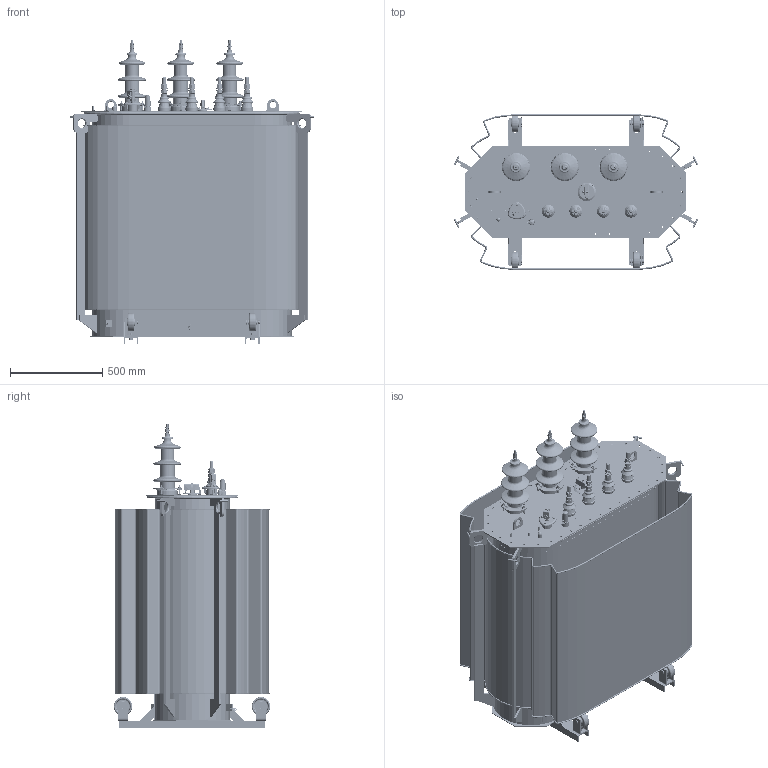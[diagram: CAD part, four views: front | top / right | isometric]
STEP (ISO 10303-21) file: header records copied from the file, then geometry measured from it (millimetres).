
FILE_DESCRIPTION(/* description */ (''),/* implementation_level */ '2;1');
FILE_NAME(/* name */ 'ВИЕЛ.672233.058(тмг12-400-15).stp',/* time_stamp */ '2019-07-29T08:12:29+03:00',/* author */ ('56691'),/* organization */ (''),/* preprocessor_version */ 'ST-DEVELOPER v15.2',/* originating_system */ 'Autodesk Inventor 2014',/* authorisation */ '');
FILE_SCHEMA (('AUTOMOTIVE_DESIGN { 1 0 10303 214 3 1 1 }'));
Products named in the file (1): ВИЕЛ.672233
Bounding box: 1327.37 x 850 x 1653.65 mm (x, y, z)
Volume: 15209930.5 mm3; surface area: 15823728.3 mm2
Topology: 59 solids, 75 shells, 6181 faces, 15510 edges, 9753 vertices
Faces by surface type: plane 2689, cylinder 1441, bspline 1230, torus 423, cone 293, sphere 105
Full cylindrical faces by diameter (mm): 1.6 x3, 1.827 x2, 3.1 x2, 3.96 x1, 4 x11, 4.134 x1, 4.5 x3, 4.917 x2, 4.95 x1, 5 x1, 5.3 x1, 5.92 x3, 5.94 x4, 6 x14, 6.2 x5, 6.4 x3, 6.5 x1, 7.1 x2, 7.5 x1, 7.92 x3, 8 x31, 8.4 x3, 8.746 x13, 9 x8, 10 x27, 10.5 x9, 10.7 x3, 11 x41, 12 x30, 12.5 x9
Entity records: 209106 total; most frequent: CARTESIAN_POINT 69848, ORIENTED_EDGE 27794, DIRECTION 24920, EDGE_CURVE 13852, AXIS2_PLACEMENT_3D 9456, VERTEX_POINT 9362, EDGE_LOOP 8202, ADVANCED_FACE 6181
